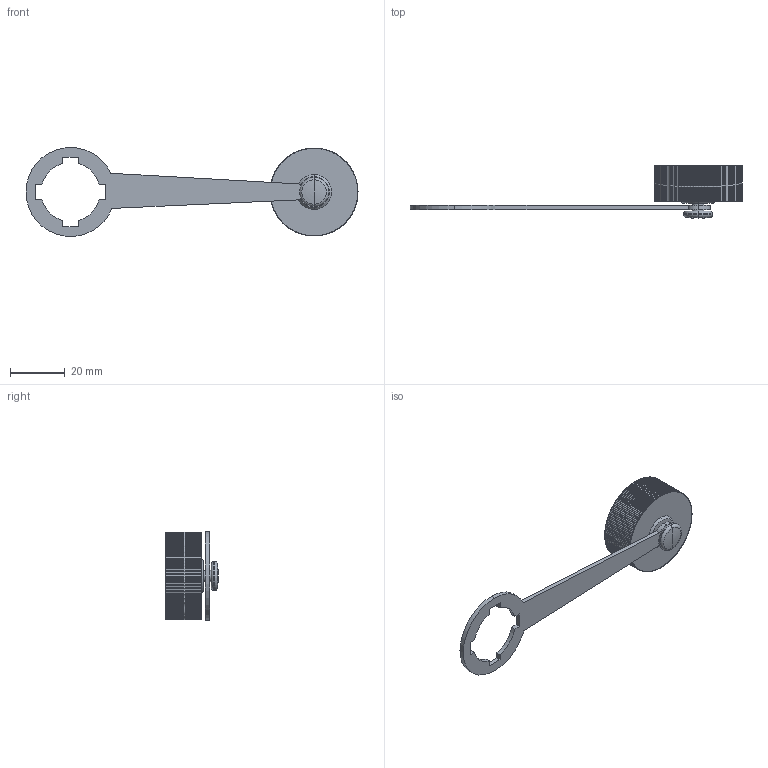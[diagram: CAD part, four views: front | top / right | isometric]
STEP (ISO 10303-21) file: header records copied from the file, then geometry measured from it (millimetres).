
FILE_DESCRIPTION (( 'STEP AP203' ), '1' );
FILE_NAME ('WJ670300.STEP', '2011-03-23T20:10:46', ( 'x' ), ( 'Microsoft' ), 'SwSTEP 2.0', 'SolidWorks 2010', '' );
FILE_SCHEMA (( 'CONFIG_CONTROL_DESIGN' ));
Length unit declared in the file: inch
Products named in the file (3): WJ670300-MA2; WJ670300-MA1; WJ670300
Assembly tree (2 placements, depth 2):
  WJ670300
    WJ670300-MA1
    WJ670300-MA2
Bounding box: 121.2 x 19.22 x 32.51 mm (x, y, z)
Volume: 10923.8 mm3; surface area: 6367.3 mm2
Topology: 2 solids, 2 shells, 440 faces, 1293 edges, 859 vertices
Faces by surface type: cylinder 411, plane 21, torus 6, cone 2
Entity records: 15450 total; most frequent: DIRECTION 3017, CARTESIAN_POINT 2595, ORIENTED_EDGE 2582, EDGE_CURVE 1291, AXIS2_PLACEMENT_3D 1281, VERTEX_POINT 859, CIRCLE 836, VECTOR 455
